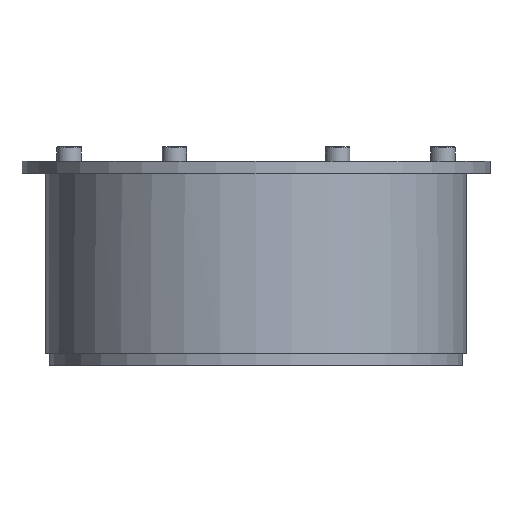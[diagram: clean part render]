
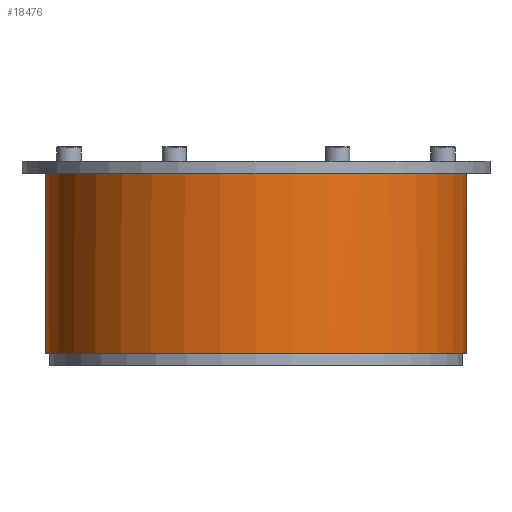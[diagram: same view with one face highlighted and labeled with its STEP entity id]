
A CAD part, front view. The second image highlights one B-rep face of the part: STEP entity #18476.
In plain terms, the highlighted cylindrical face has radius 87.5 mm (diameter 175 mm), a partial arc.
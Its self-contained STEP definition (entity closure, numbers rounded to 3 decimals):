
#1497=FACE_OUTER_BOUND('',#2520,.T.);
#2520=EDGE_LOOP('',(#13913,#13914,#13915,#13916,#13917,#13918));
#3515=LINE('',#31522,#4391);
#3516=LINE('',#31524,#4392);
#4391=VECTOR('',#25392,10.);
#4392=VECTOR('',#25395,10.);
#5734=CIRCLE('',#20627,87.5);
#5736=CIRCLE('',#20629,87.5);
#5737=CIRCLE('',#20631,87.5);
#5738=CIRCLE('',#20634,87.5);
#7587=VERTEX_POINT('',#31493);
#7591=VERTEX_POINT('',#31501);
#7592=VERTEX_POINT('',#31503);
#7595=VERTEX_POINT('',#31509);
#7596=VERTEX_POINT('',#31513);
#7597=VERTEX_POINT('',#31515);
#9844=EDGE_CURVE('',#7591,#7592,#5734,.T.);
#9848=EDGE_CURVE('',#7595,#7587,#5736,.T.);
#9851=EDGE_CURVE('',#7597,#7596,#5737,.T.);
#9854=EDGE_CURVE('',#7592,#7597,#3515,.T.);
#9855=EDGE_CURVE('',#7587,#7591,#5738,.T.);
#9856=EDGE_CURVE('',#7596,#7595,#3516,.T.);
#13913=ORIENTED_EDGE('',*,*,#9854,.F.);
#13914=ORIENTED_EDGE('',*,*,#9844,.F.);
#13915=ORIENTED_EDGE('',*,*,#9855,.F.);
#13916=ORIENTED_EDGE('',*,*,#9848,.F.);
#13917=ORIENTED_EDGE('',*,*,#9856,.F.);
#13918=ORIENTED_EDGE('',*,*,#9851,.F.);
#16842=CYLINDRICAL_SURFACE('',#20633,87.5);
#18476=ADVANCED_FACE('',(#1497),#16842,.T.);
#20627=AXIS2_PLACEMENT_3D('',#31504,#25372,#25373);
#20629=AXIS2_PLACEMENT_3D('',#31511,#25378,#25379);
#20631=AXIS2_PLACEMENT_3D('',#31517,#25384,#25385);
#20633=AXIS2_PLACEMENT_3D('',#31521,#25390,#25391);
#20634=AXIS2_PLACEMENT_3D('',#31523,#25393,#25394);
#25372=DIRECTION('center_axis',(0.,0.,
1.));
#25373=DIRECTION('ref_axis',(-1.,0.,0.));
#25378=DIRECTION('center_axis',(0.,0.,
1.));
#25379=DIRECTION('ref_axis',(-1.,0.,0.));
#25384=DIRECTION('center_axis',(0.,0.,
-1.));
#25385=DIRECTION('ref_axis',(-1.,0.,0.));
#25390=DIRECTION('center_axis',(0.,0.,
1.));
#25391=DIRECTION('ref_axis',(-1.,0.,0.));
#25392=DIRECTION('',(0.,0.,-1.));
#25393=DIRECTION('center_axis',(0.,0.,
1.));
#25394=DIRECTION('ref_axis',(-1.,0.,0.));
#25395=DIRECTION('',(0.,0.,1.));
#31493=CARTESIAN_POINT('',(-87.494,-1.,37.5));
#31501=CARTESIAN_POINT('',(87.494,-1.,37.5));
#31503=CARTESIAN_POINT('',(87.5,0.,37.5));
#31504=CARTESIAN_POINT('Origin',(0.,0.,
37.5));
#31509=CARTESIAN_POINT('',(-87.5,0.,37.5));
#31511=CARTESIAN_POINT('Origin',(0.,0.,
37.5));
#31513=CARTESIAN_POINT('',(-87.5,0.,-37.5));
#31515=CARTESIAN_POINT('',(87.5,0.,-37.5));
#31517=CARTESIAN_POINT('Origin',(0.,0.,
-37.5));
#31521=CARTESIAN_POINT('Origin',(0.,0.,
0.));
#31522=CARTESIAN_POINT('',(87.5,0.,0.));
#31523=CARTESIAN_POINT('Origin',(0.,0.,
37.5));
#31524=CARTESIAN_POINT('',(-87.5,0.,0.));
